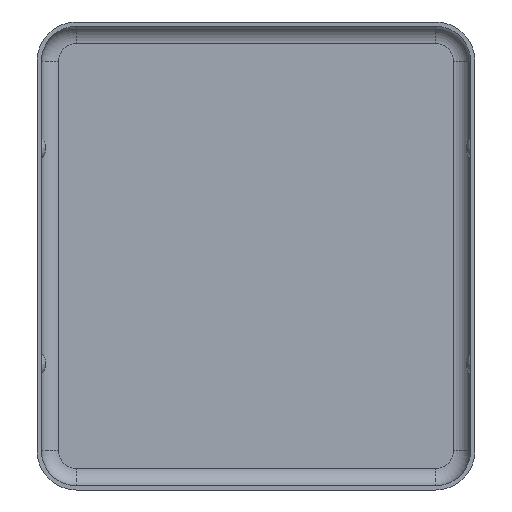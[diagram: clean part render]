
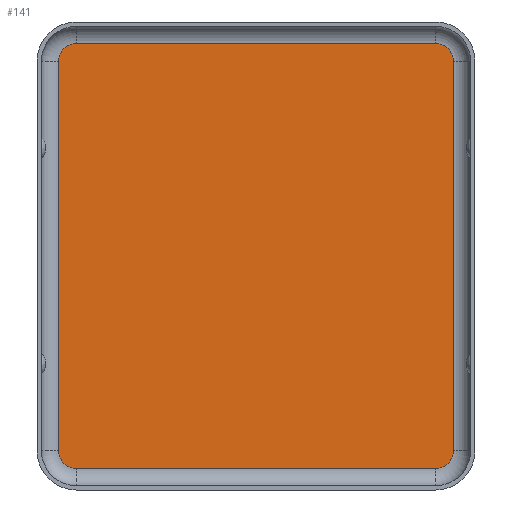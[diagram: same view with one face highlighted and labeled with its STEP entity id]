
A CAD part, front view. The second image highlights one B-rep face of the part: STEP entity #141.
In plain terms, the highlighted planar face has unit normal (0, -1, 0).
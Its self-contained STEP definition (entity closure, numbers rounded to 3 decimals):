
#141 = ADVANCED_FACE( 'NONE', ( #309 ), #310, .T. );
#309 = FACE_OUTER_BOUND( '', #790, .T. );
#310 = PLANE( '', #791 );
#790 = EDGE_LOOP( '', ( #1134, #1135, #1136, #1137, #1138, #1139, #1140, #1141 ) );
#791 = AXIS2_PLACEMENT_3D( '', #1142, #1143, #1144 );
#1134 = ORIENTED_EDGE( '', *, *, #1375, .F. );
#1135 = ORIENTED_EDGE( '', *, *, #1272, .F. );
#1136 = ORIENTED_EDGE( '', *, *, #1383, .F. );
#1137 = ORIENTED_EDGE( '', *, *, #1367, .F. );
#1138 = ORIENTED_EDGE( '', *, *, #1384, .F. );
#1139 = ORIENTED_EDGE( '', *, *, #1323, .F. );
#1140 = ORIENTED_EDGE( '', *, *, #1361, .F. );
#1141 = ORIENTED_EDGE( '', *, *, #1385, .F. );
#1142 = CARTESIAN_POINT( '', ( 8.35, 0., -9.025 ) );
#1143 = DIRECTION( '', ( 0., -1., 0. ) );
#1144 = DIRECTION( '', ( 0., 0., -1. ) );
#1272 = EDGE_CURVE( '', #1426, #1429, #1430, .F. );
#1323 = EDGE_CURVE( '', #1511, #1507, #1513, .T. );
#1361 = EDGE_CURVE( '', #1566, #1511, #1568, .F. );
#1367 = EDGE_CURVE( '', #1574, #1572, #1576, .T. );
#1375 = EDGE_CURVE( '', #1429, #1584, #1585, .F. );
#1383 = EDGE_CURVE( '', #1572, #1426, #1594, .F. );
#1384 = EDGE_CURVE( '', #1507, #1574, #1595, .F. );
#1385 = EDGE_CURVE( '', #1584, #1566, #1596, .F. );
#1426 = VERTEX_POINT( '', #1641 );
#1429 = VERTEX_POINT( '', #1644 );
#1430 = LINE( '', #1645, #1646 );
#1507 = VERTEX_POINT( '', #1738 );
#1511 = VERTEX_POINT( '', #1743 );
#1513 = LINE( '', #1745, #1746 );
#1566 = VERTEX_POINT( '', #1807 );
#1568 = CIRCLE( '', #1809, 0.825 );
#1572 = VERTEX_POINT( '', #1814 );
#1574 = VERTEX_POINT( '', #1816 );
#1576 = LINE( '', #1818, #1819 );
#1584 = VERTEX_POINT( '', #1830 );
#1585 = CIRCLE( '', #1831, 0.825 );
#1594 = CIRCLE( '', #1841, 0.825 );
#1595 = CIRCLE( '', #1842, 0.825 );
#1596 = LINE( '', #1843, #1844 );
#1641 = CARTESIAN_POINT( '', ( 8.325, 0., -9.85 ) );
#1644 = CARTESIAN_POINT( '', ( -8.325, 0., -9.85 ) );
#1645 = CARTESIAN_POINT( '', ( 8.35, 0., -9.85 ) );
#1646 = VECTOR( '', #1889, 1000. );
#1738 = CARTESIAN_POINT( '', ( 8.325, 0., 9.85 ) );
#1743 = CARTESIAN_POINT( '', ( -8.325, 0., 9.85 ) );
#1745 = CARTESIAN_POINT( '', ( 8.35, 0., 9.85 ) );
#1746 = VECTOR( '', #1969, 1000. );
#1807 = CARTESIAN_POINT( '', ( -9.15, 0., 9.025 ) );
#1809 = AXIS2_PLACEMENT_3D( '', #2035, #2036, #2037 );
#1814 = CARTESIAN_POINT( '', ( 9.15, 0., -9.025 ) );
#1816 = CARTESIAN_POINT( '', ( 9.15, 0., 9.025 ) );
#1818 = CARTESIAN_POINT( '', ( 9.15, 0., -9.025 ) );
#1819 = VECTOR( '', #2045, 1000. );
#1830 = CARTESIAN_POINT( '', ( -9.15, 0., -9.025 ) );
#1831 = AXIS2_PLACEMENT_3D( '', #2049, #2050, #2051 );
#1841 = AXIS2_PLACEMENT_3D( '', #2062, #2063, #2064 );
#1842 = AXIS2_PLACEMENT_3D( '', #2065, #2066, #2067 );
#1843 = CARTESIAN_POINT( '', ( -9.15, 0., -9.025 ) );
#1844 = VECTOR( '', #2068, 1000. );
#1889 = DIRECTION( '', ( 1., 0., 0. ) );
#1969 = DIRECTION( '', ( 1., 0., 0. ) );
#2035 = CARTESIAN_POINT( '', ( -8.325, 0., 9.025 ) );
#2036 = DIRECTION( '', ( 0., -1., 0. ) );
#2037 = DIRECTION( '', ( 0., 0., -1. ) );
#2045 = DIRECTION( '', ( 0., 0., -1. ) );
#2049 = CARTESIAN_POINT( '', ( -8.325, 0., -9.025 ) );
#2050 = DIRECTION( '', ( 0., -1., 0. ) );
#2051 = DIRECTION( '', ( 0., 0., -1. ) );
#2062 = CARTESIAN_POINT( '', ( 8.325, 0., -9.025 ) );
#2063 = DIRECTION( '', ( 0., -1., 0. ) );
#2064 = DIRECTION( '', ( 0., 0., -1. ) );
#2065 = CARTESIAN_POINT( '', ( 8.325, 0., 9.025 ) );
#2066 = DIRECTION( '', ( 0., -1., 0. ) );
#2067 = DIRECTION( '', ( 0., 0., -1. ) );
#2068 = DIRECTION( '', ( 0., 0., -1. ) );
